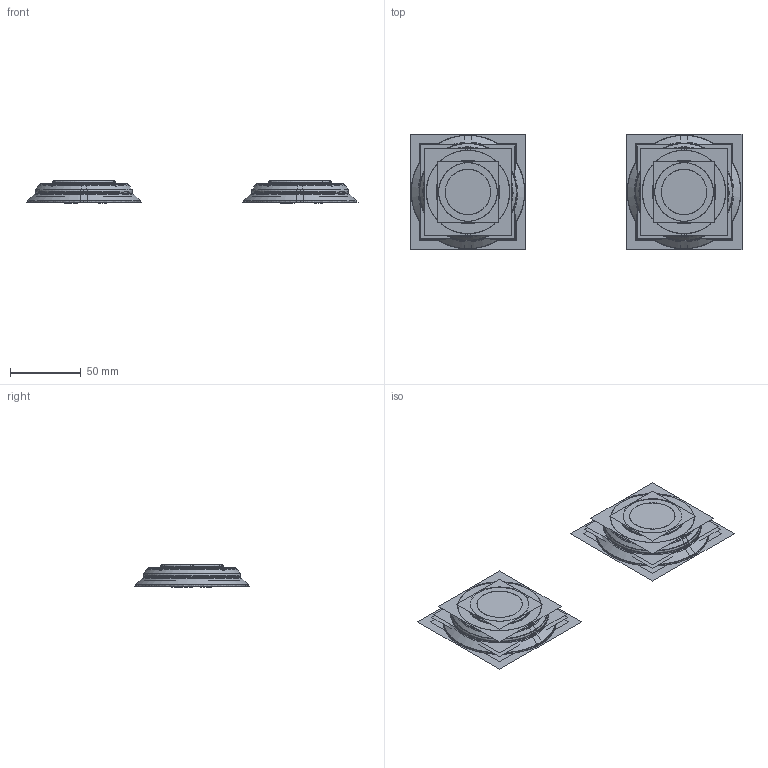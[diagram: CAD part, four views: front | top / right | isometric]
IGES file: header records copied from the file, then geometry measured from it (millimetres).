
Start section:  PTC IGES file: 2400-2400_asm.igs
Global section: file name: 2400-2400_asm.igs; native system: Creo Parametric by PTC Inc.; preprocessor: 2019352; author: rsmith; organization: Unknown; date: 20221104.093148; units: inch
Bounding box: 234.18 x 81.72 x 16.17 mm (x, y, z)
Surface area: 485683.2 mm2 (no closed solid volume)
Topology: 0 solids, 0 shells, 660 faces, 11460 edges, 15136 vertices
Faces by surface type: revolution 424, bspline 236
